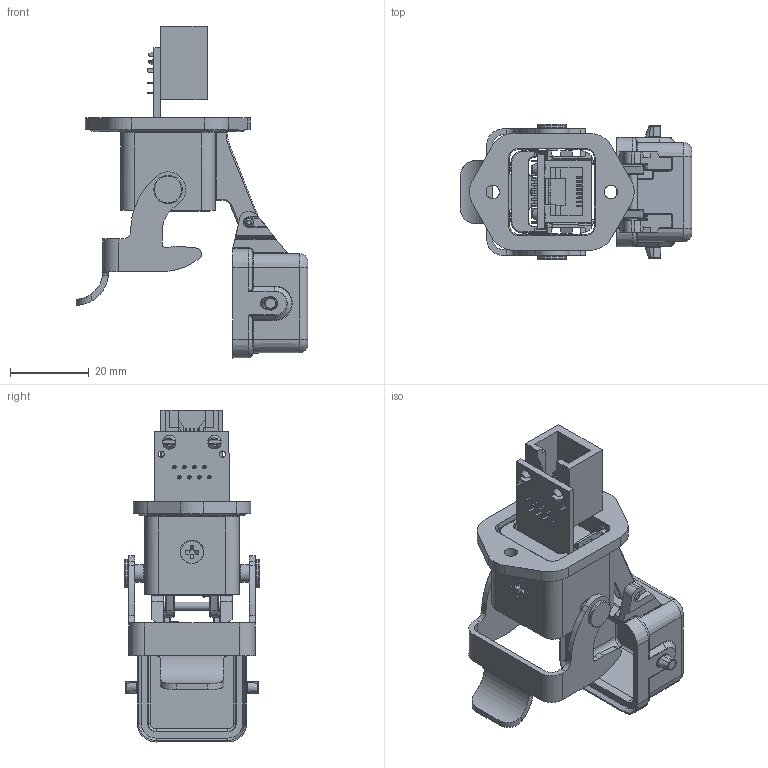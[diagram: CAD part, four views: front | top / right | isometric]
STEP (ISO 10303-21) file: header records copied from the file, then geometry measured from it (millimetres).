
FILE_DESCRIPTION(/* description */ (''),/* implementation_level */ '2;1');
FILE_NAME(/* name */ 'H3A-BK-1L-MCV-RJ45&F.stp',/* time_stamp */ '2023-12-02T14:54:45+08:00',/* author */ (''),/* organization */ (''),/* preprocessor_version */ 'ST-DEVELOPER v16',/* originating_system */ 'SIEMENS PLM Software NX 10.0',/* authorisation */ '');
FILE_SCHEMA (('AUTOMOTIVE_DESIGN { 1 0 10303 214 3 1 1 1 }'));
Length unit declared in the file: millimetre
Products named in the file (1): Admi1B082018z1wz
Bounding box: 58.66 x 34.3 x 84.07 mm (x, y, z)
Volume: 18156.5 mm3; surface area: 23196.7 mm2
Topology: 3 solids, 6 shells, 1356 faces, 3641 edges, 2290 vertices
Faces by surface type: plane 810, cylinder 329, bspline 81, cone 60, torus 59, sphere 15, extrusion 2
Full cylindrical faces by diameter (mm): 2.05 x2, 2.1 x3, 2.3 x2, 2.6 x2, 3 x2, 3.1 x3, 3.4 x3, 3.8 x3, 4.3 x1, 4.4 x2, 5.7 x1, 6 x1, 7.2 x2
Entity records: 47313 total; most frequent: CARTESIAN_POINT 14064, ORIENTED_EDGE 7090, DIRECTION 6582, EDGE_CURVE 3545, VECTOR 2372, LINE 2370, VERTEX_POINT 2257, AXIS2_PLACEMENT_3D 2105
